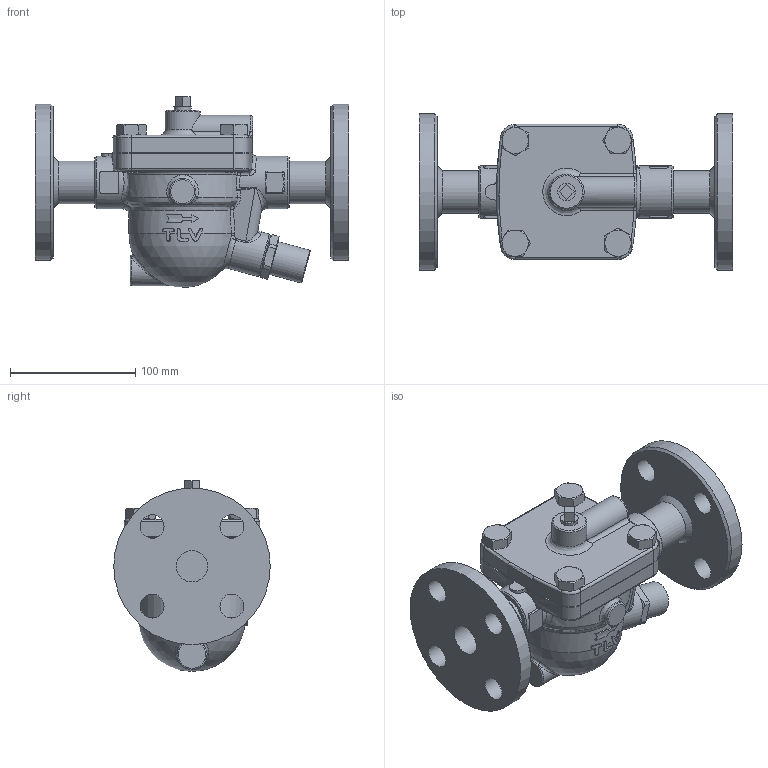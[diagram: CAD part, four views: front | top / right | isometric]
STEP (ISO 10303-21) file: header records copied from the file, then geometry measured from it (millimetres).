
FILE_DESCRIPTION((''),'2;1');
FILE_NAME('ja500-025-jis10-00.stp','2010-11-11T09:39:49',('nakaot'),(''),'Autodesk Inventor 2008','Autodesk Inventor 2008','');
FILE_SCHEMA(('AUTOMOTIVE_DESIGN { 1 0 10303 214 1 1 1 1 }'));
Length unit declared in the file: millimetre
Products named in the file (1): ja500-025-jis10-00
Bounding box: 250 x 125 x 152.5 mm (x, y, z)
Volume: 1345998.8 mm3; surface area: 162957 mm2
Topology: 1 solids, 1 shells, 397 faces, 986 edges, 597 vertices
Faces by surface type: bspline 119, plane 105, cylinder 96, cone 59, torus 17, sphere 1
Full cylindrical faces by diameter (mm): 14 x8, 19 x4, 21 x1, 25 x1, 27 x1, 28 x1, 34 x1, 35 x1, 42 x2, 77 x1, 125 x1
Entity records: 23644 total; most frequent: CARTESIAN_POINT 15390, ORIENTED_EDGE 1790, DIRECTION 1562, EDGE_CURVE 895, AXIS2_PLACEMENT_3D 672, VERTEX_POINT 567, EDGE_LOOP 486, FACE_OUTER_BOUND 395
